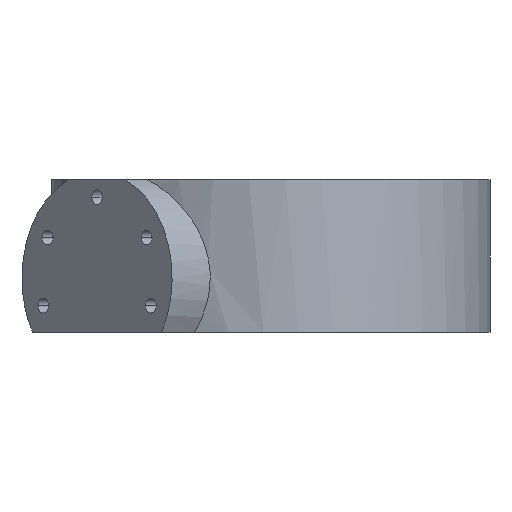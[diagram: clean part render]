
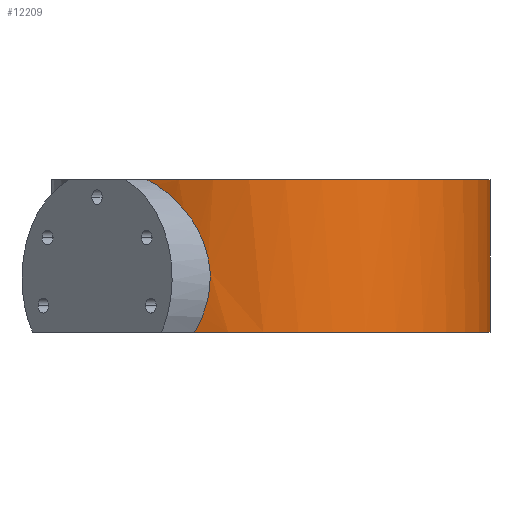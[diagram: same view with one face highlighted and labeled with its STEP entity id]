
A CAD part, front view. The second image highlights one B-rep face of the part: STEP entity #12209.
In plain terms, the highlighted cylindrical face has radius 41.3 mm (diameter 82.6 mm), a partial arc.
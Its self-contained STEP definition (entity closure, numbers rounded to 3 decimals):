
#494 = FACE_OUTER_BOUND ( 'NONE', #15485, .T. ) ;
#583 = CARTESIAN_POINT ( 'NONE',  ( 41.293, 43.84, 70.434 ) ) ;
#717 = CARTESIAN_POINT ( 'NONE',  ( 29.211, 4.346, 56.79 ) ) ;
#750 = CYLINDRICAL_SURFACE ( 'NONE', #14324, 41.3 ) ;
#898 = CARTESIAN_POINT ( 'NONE',  ( 28.285, 4.638, 54.053 ) ) ;
#1226 = CARTESIAN_POINT ( 'NONE',  ( 28.469, 4.58, 68.881 ) ) ;
#1601 = ORIENTED_EDGE ( 'NONE', *, *, #2328, .F. ) ;
#1663 = AXIS2_PLACEMENT_3D ( 'NONE', #3640, #8873, #15594 ) ;
#1819 = CARTESIAN_POINT ( 'NONE',  ( 26.908, 5.126, 51.534 ) ) ;
#1906 = CARTESIAN_POINT ( 'NONE',  ( 29.824, 4.164, 63.26 ) ) ;
#1924 = CIRCLE ( 'NONE', #1663, 41.3 ) ;
#2077 = CARTESIAN_POINT ( 'NONE',  ( 29.305, 4.318, 57.144 ) ) ;
#2273 = DIRECTION ( 'NONE',  ( 0., 0., -1. ) ) ;
#2322 = CARTESIAN_POINT ( 'NONE',  ( 29.216, 4.341, 66.843 ) ) ;
#2325 = CARTESIAN_POINT ( 'NONE',  ( 17.962, 9.761, 80.234 ) ) ;
#2328 = EDGE_CURVE ( 'NONE', #11420, #12785, #1924, .T. ) ;
#2349 = ORIENTED_EDGE ( 'NONE', *, *, #5902, .F. ) ;
#2377 = CARTESIAN_POINT ( 'NONE',  ( 41.293, 43.84, 80.234 ) ) ;
#2568 = VECTOR ( 'NONE', #2273, 1000. ) ;
#2581 = CARTESIAN_POINT ( 'NONE',  ( 17.962, 9.761, 80.234 ) ) ;
#2951 = ORIENTED_EDGE ( 'NONE', *, *, #12932, .F. ) ;
#3074 = CARTESIAN_POINT ( 'NONE',  ( 29.847, 4.157, 60.361 ) ) ;
#3544 = VERTEX_POINT ( 'NONE', #6577 ) ;
#3640 = CARTESIAN_POINT ( 'NONE',  ( 41.293, 43.84, 51.534 ) ) ;
#3760 = CARTESIAN_POINT ( 'NONE',  ( 27.197, 5.017, 71.47 ) ) ;
#3837 = VERTEX_POINT ( 'NONE', #2325 ) ;
#4457 = CARTESIAN_POINT ( 'NONE',  ( 29.681, 4.205, 58.925 ) ) ;
#4754 = DIRECTION ( 'NONE',  ( 0., 0., -1. ) ) ;
#5115 = LINE ( 'NONE', #15578, #2568 ) ;
#5902 = EDGE_CURVE ( 'NONE', #3544, #11420, #5115, .T. ) ;
#6166 = DIRECTION ( 'NONE',  ( 1., 0., 0. ) ) ;
#6383 = CARTESIAN_POINT ( 'NONE',  ( 23.321, 6.64, 76.469 ) ) ;
#6466 = CARTESIAN_POINT ( 'NONE',  ( 27.545, 4.893, 70.846 ) ) ;
#6577 = CARTESIAN_POINT ( 'NONE',  ( 82.593, 43.84, 80.234 ) ) ;
#7066 = CARTESIAN_POINT ( 'NONE',  ( 29.87, 4.151, 62.532 ) ) ;
#7161 = CARTESIAN_POINT ( 'NONE',  ( 29.789, 4.174, 63.626 ) ) ;
#7189 = CARTESIAN_POINT ( 'NONE',  ( 82.593, 43.84, 51.534 ) ) ;
#7682 = CARTESIAN_POINT ( 'NONE',  ( 22.316, 7.138, 77.384 ) ) ;
#7772 = CARTESIAN_POINT ( 'NONE',  ( 29.564, 4.24, 65.44 ) ) ;
#7856 = CARTESIAN_POINT ( 'NONE',  ( 28.181, 4.675, 69.552 ) ) ;
#7858 = EDGE_CURVE ( 'NONE', #12785, #3837, #14266, .T. ) ;
#8405 = ORIENTED_EDGE ( 'NONE', *, *, #7858, .F. ) ;
#8474 = CARTESIAN_POINT ( 'NONE',  ( 29.005, 4.41, 56.094 ) ) ;
#8815 = CARTESIAN_POINT ( 'NONE',  ( 26.446, 5.298, 72.678 ) ) ;
#8873 = DIRECTION ( 'NONE',  ( 0., 0., -1. ) ) ;
#8903 = CARTESIAN_POINT ( 'NONE',  ( 19.079, 9.016, 79.651 ) ) ;
#9075 = CARTESIAN_POINT ( 'NONE',  ( 24.73, 6.002, 74.932 ) ) ;
#9752 = CARTESIAN_POINT ( 'NONE',  ( 29.883, 4.147, 62.169 ) ) ;
#10349 = CARTESIAN_POINT ( 'NONE',  ( 20.726, 8.019, 78.591 ) ) ;
#10665 = CARTESIAN_POINT ( 'NONE',  ( 26.908, 5.126, 51.534 ) ) ;
#11383 = CARTESIAN_POINT ( 'NONE',  ( 28.892, 4.445, 55.75 ) ) ;
#11420 = VERTEX_POINT ( 'NONE', #7189 ) ;
#11561 = CARTESIAN_POINT ( 'NONE',  ( 18.523, 9.377, 79.959 ) ) ;
#12209 = ADVANCED_FACE ( 'NONE', ( #494 ), #750, .T. ) ;
#12738 = AXIS2_PLACEMENT_3D ( 'NONE', #2377, #12845, #6166 ) ;
#12785 = VERTEX_POINT ( 'NONE', #10665 ) ;
#12845 = DIRECTION ( 'NONE',  ( 0., 0., 1. ) ) ;
#12932 = EDGE_CURVE ( 'NONE', #3837, #3544, #16316, .T. ) ;
#13046 = CARTESIAN_POINT ( 'NONE',  ( 20.18, 8.338, 78.967 ) ) ;
#13732 = CARTESIAN_POINT ( 'NONE',  ( 29.887, 4.146, 61.082 ) ) ;
#13759 = DIRECTION ( 'NONE',  ( -1., 0., 0. ) ) ;
#13894 = CARTESIAN_POINT ( 'NONE',  ( 27.659, 4.847, 52.762 ) ) ;
#14266 = B_SPLINE_CURVE_WITH_KNOTS ( 'NONE', 3,
 ( #1819, #13894, #898, #11383, #8474, #717, #2077, #14923, #4457, #3074, #13732, #9752, #7066, #1906, #7161, #7772, #2322, #1226, #7856, #6466, #3760, #8815, #15375, #14403, #9075, #6383, #7682, #10349, #13046, #8903, #11561, #2581 ),
 .UNSPECIFIED., .F., .F.,
 ( 4, 2, 2, 2, 2, 2, 2, 2, 2, 2, 2, 2, 2, 2, 2, 4 ),
 ( 0., 0.004, 0.005, 0.007, 0.009, 0.011, 0.012, 0.013, 0.017, 0.02, 0.022, 0.024, 0.026, 0.03, 0.033, 0.035 ),
 .UNSPECIFIED. ) ;
#14324 = AXIS2_PLACEMENT_3D ( 'NONE', #583, #4754, #13759 ) ;
#14403 = CARTESIAN_POINT ( 'NONE',  ( 25.186, 5.807, 74.388 ) ) ;
#14923 = CARTESIAN_POINT ( 'NONE',  ( 29.556, 4.242, 58.211 ) ) ;
#15375 = CARTESIAN_POINT ( 'NONE',  ( 26.043, 5.455, 73.262 ) ) ;
#15485 = EDGE_LOOP ( 'NONE', ( #2349, #2951, #8405, #1601 ) ) ;
#15578 = CARTESIAN_POINT ( 'NONE',  ( 82.593, 43.84, 70.434 ) ) ;
#15594 = DIRECTION ( 'NONE',  ( 1., 0., 0. ) ) ;
#16316 = CIRCLE ( 'NONE', #12738, 41.3 ) ;
